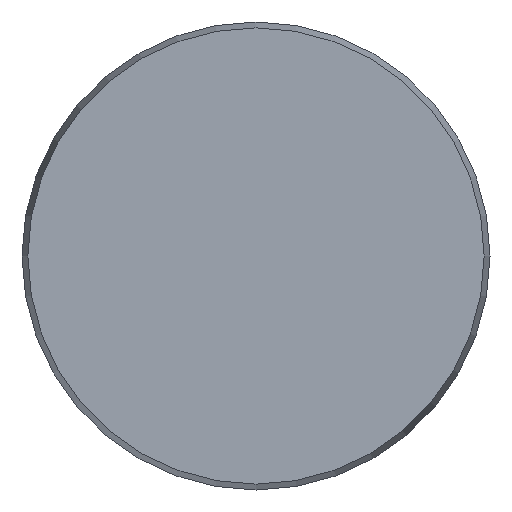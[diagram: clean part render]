
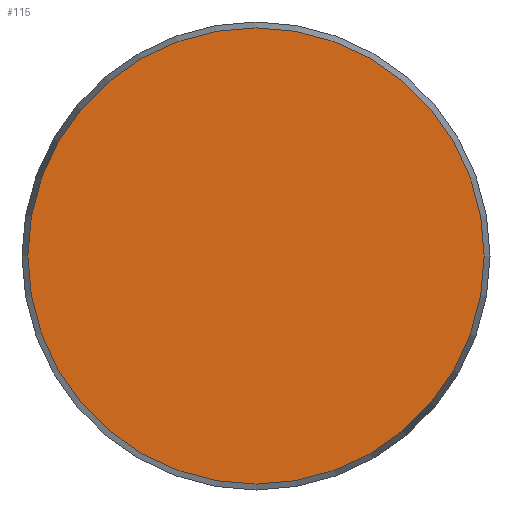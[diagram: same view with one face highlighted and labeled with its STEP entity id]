
A CAD part, front view. The second image highlights one B-rep face of the part: STEP entity #115.
In plain terms, the highlighted planar face has unit normal (0, -1, 0).
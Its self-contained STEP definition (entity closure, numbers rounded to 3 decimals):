
#115 = ADVANCED_FACE( '', ( #252 ), #253, .F. );
#252 = FACE_OUTER_BOUND( '', #441, .T. );
#253 = PLANE( '', #442 );
#441 = EDGE_LOOP( '', ( #690 ) );
#442 = AXIS2_PLACEMENT_3D( '', #691, #692, #693 );
#690 = ORIENTED_EDGE( '', *, *, #948, .T. );
#691 = CARTESIAN_POINT( '', ( 48.75, 0., 0. ) );
#692 = DIRECTION( '', ( 0., 1., 0. ) );
#693 = DIRECTION( '', ( 0., 0., 1. ) );
#948 = EDGE_CURVE( '', #1125, #1125, #1126, .T. );
#1125 = VERTEX_POINT( '', #1432 );
#1126 = CIRCLE( '', #1433, 48.75 );
#1432 = CARTESIAN_POINT( '', ( 0., 0., -48.75 ) );
#1433 = AXIS2_PLACEMENT_3D( '', #1628, #1629, #1630 );
#1628 = CARTESIAN_POINT( '', ( 0., 0., 0. ) );
#1629 = DIRECTION( '', ( 0., -1., 0. ) );
#1630 = DIRECTION( '', ( 0., 0., -1. ) );
